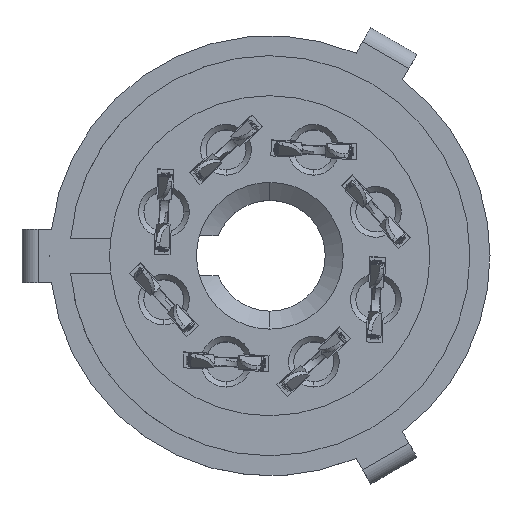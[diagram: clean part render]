
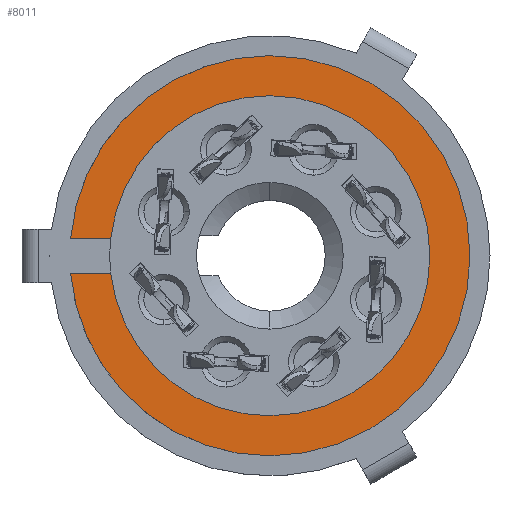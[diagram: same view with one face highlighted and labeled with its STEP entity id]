
A CAD part, top view. The second image highlights one B-rep face of the part: STEP entity #8011.
In plain terms, the highlighted planar face has unit normal (0, 0, 1).
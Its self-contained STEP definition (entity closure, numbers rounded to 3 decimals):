
#666 = CARTESIAN_POINT ( 'NONE',  ( -5.145, 1.892, 5. ) ) ;
#1839 = VERTEX_POINT ( 'NONE', #20532 ) ;
#1877 = ORIENTED_EDGE ( 'NONE', *, *, #23156, .F. ) ;
#2103 = CARTESIAN_POINT ( 'NONE',  ( -5.145, -11.808, 5. ) ) ;
#2112 = CIRCLE ( 'NONE', #7414, 15. ) ;
#2375 = DIRECTION ( 'NONE',  ( 0., 1., 0. ) ) ;
#3006 = EDGE_CURVE ( 'NONE', #14379, #27403, #15961, .T. ) ;
#4129 = DIRECTION ( 'NONE',  ( 0., 1., 0. ) ) ;
#4892 = EDGE_CURVE ( 'NONE', #18079, #1839, #25237, .T. ) ;
#5047 = CARTESIAN_POINT ( 'NONE',  ( -5.145, 3.192, 5. ) ) ;
#5540 = DIRECTION ( 'NONE',  ( 0., -1., 0. ) ) ;
#5818 = EDGE_CURVE ( 'NONE', #20571, #23362, #2112, .T. ) ;
#5845 = CARTESIAN_POINT ( 'NONE',  ( -5.145, 15.192, 5. ) ) ;
#6285 = DIRECTION ( 'NONE',  ( 0., 0., -1. ) ) ;
#6894 = DIRECTION ( 'NONE',  ( 0., 0., -1. ) ) ;
#6957 = CIRCLE ( 'NONE', #16655, 15. ) ;
#7414 = AXIS2_PLACEMENT_3D ( 'NONE', #9461, #6894, #2375 ) ;
#7463 = DIRECTION ( 'NONE',  ( 0., 0., -1. ) ) ;
#7606 = DIRECTION ( 'NONE',  ( -1., 0., 0. ) ) ;
#7794 = PLANE ( 'NONE',  #19677 ) ;
#8011 = ADVANCED_FACE ( 'NONE', ( #10050 ), #7794, .T. ) ;
#8525 = DIRECTION ( 'NONE',  ( 0., 0., -1. ) ) ;
#8527 = DIRECTION ( 'NONE',  ( 0., 1., 0. ) ) ;
#8720 = CARTESIAN_POINT ( 'NONE',  ( -5.145, 4.492, 5. ) ) ;
#8766 = ORIENTED_EDGE ( 'NONE', *, *, #26298, .T. ) ;
#9225 = ORIENTED_EDGE ( 'NONE', *, *, #4892, .T. ) ;
#9461 = CARTESIAN_POINT ( 'NONE',  ( -5.145, 3.192, 5. ) ) ;
#9500 = CARTESIAN_POINT ( 'NONE',  ( -5.145, 18.192, 5. ) ) ;
#10050 = FACE_OUTER_BOUND ( 'NONE', #16271, .T. ) ;
#10518 = CIRCLE ( 'NONE', #19282, 15. ) ;
#10814 = AXIS2_PLACEMENT_3D ( 'NONE', #28582, #8525, #14887 ) ;
#11673 = EDGE_CURVE ( 'NONE', #15920, #22183, #21329, .T. ) ;
#11959 = CARTESIAN_POINT ( 'NONE',  ( -5.145, 3.192, 5. ) ) ;
#12249 = DIRECTION ( 'NONE',  ( 0., 0., -1. ) ) ;
#13372 = CARTESIAN_POINT ( 'NONE',  ( -5.145, 3.192, 5. ) ) ;
#13794 = EDGE_CURVE ( 'NONE', #23362, #22183, #6957, .T. ) ;
#14379 = VERTEX_POINT ( 'NONE', #24889 ) ;
#14669 = VECTOR ( 'NONE', #27240, 1000. ) ;
#14744 = CARTESIAN_POINT ( 'NONE',  ( -5.145, 3.192, 5. ) ) ;
#14887 = DIRECTION ( 'NONE',  ( 0., -1., 0. ) ) ;
#15354 = CARTESIAN_POINT ( 'NONE',  ( -20.089, 1.892, 5. ) ) ;
#15920 = VERTEX_POINT ( 'NONE', #15931 ) ;
#15931 = CARTESIAN_POINT ( 'NONE',  ( -17.074, 1.892, 5. ) ) ;
#15961 = LINE ( 'NONE', #8720, #14669 ) ;
#16008 = EDGE_CURVE ( 'NONE', #27403, #18079, #25143, .T. ) ;
#16271 = EDGE_LOOP ( 'NONE', ( #21272, #24746, #9225, #8766, #21922, #16289, #23523, #1877 ) ) ;
#16289 = ORIENTED_EDGE ( 'NONE', *, *, #13794, .F. ) ;
#16304 = AXIS2_PLACEMENT_3D ( 'NONE', #11959, #12249, #28368 ) ;
#16655 = AXIS2_PLACEMENT_3D ( 'NONE', #17580, #27023, #4129 ) ;
#17412 = CARTESIAN_POINT ( 'NONE',  ( -17.074, 4.492, 5. ) ) ;
#17580 = CARTESIAN_POINT ( 'NONE',  ( -5.145, 3.192, 5. ) ) ;
#18079 = VERTEX_POINT ( 'NONE', #5845 ) ;
#19282 = AXIS2_PLACEMENT_3D ( 'NONE', #13372, #6285, #8527 ) ;
#19677 = AXIS2_PLACEMENT_3D ( 'NONE', #14744, #28595, #5540 ) ;
#20532 = CARTESIAN_POINT ( 'NONE',  ( -5.145, -8.808, 5. ) ) ;
#20571 = VERTEX_POINT ( 'NONE', #9500 ) ;
#21272 = ORIENTED_EDGE ( 'NONE', *, *, #3006, .T. ) ;
#21329 = LINE ( 'NONE', #666, #27299 ) ;
#21922 = ORIENTED_EDGE ( 'NONE', *, *, #11673, .T. ) ;
#22183 = VERTEX_POINT ( 'NONE', #15354 ) ;
#23156 = EDGE_CURVE ( 'NONE', #14379, #20571, #10518, .T. ) ;
#23362 = VERTEX_POINT ( 'NONE', #2103 ) ;
#23523 = ORIENTED_EDGE ( 'NONE', *, *, #5818, .F. ) ;
#23589 = DIRECTION ( 'NONE',  ( 0., -1., 0. ) ) ;
#24697 = AXIS2_PLACEMENT_3D ( 'NONE', #5047, #7463, #23589 ) ;
#24746 = ORIENTED_EDGE ( 'NONE', *, *, #16008, .T. ) ;
#24889 = CARTESIAN_POINT ( 'NONE',  ( -20.089, 4.492, 5. ) ) ;
#25143 = CIRCLE ( 'NONE', #24697, 12. ) ;
#25237 = CIRCLE ( 'NONE', #10814, 12. ) ;
#26298 = EDGE_CURVE ( 'NONE', #1839, #15920, #29299, .T. ) ;
#27023 = DIRECTION ( 'NONE',  ( 0., 0., -1. ) ) ;
#27240 = DIRECTION ( 'NONE',  ( 1., 0., 0. ) ) ;
#27299 = VECTOR ( 'NONE', #7606, 1000. ) ;
#27403 = VERTEX_POINT ( 'NONE', #17412 ) ;
#28368 = DIRECTION ( 'NONE',  ( 0., -1., 0. ) ) ;
#28582 = CARTESIAN_POINT ( 'NONE',  ( -5.145, 3.192, 5. ) ) ;
#28595 = DIRECTION ( 'NONE',  ( 0., 0., 1. ) ) ;
#29299 = CIRCLE ( 'NONE', #16304, 12. ) ;
